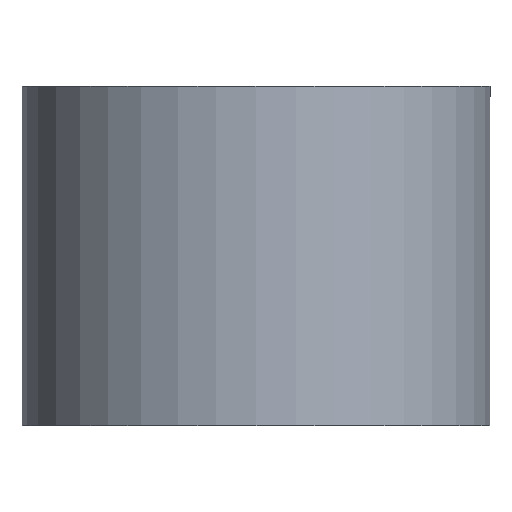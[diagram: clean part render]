
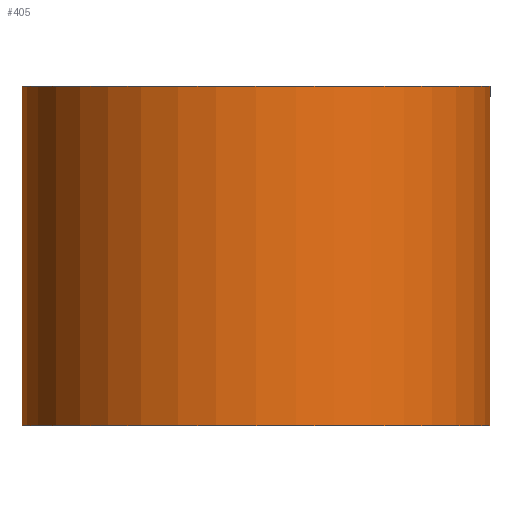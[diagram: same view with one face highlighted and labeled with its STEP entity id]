
A CAD part, front view. The second image highlights one B-rep face of the part: STEP entity #405.
In plain terms, the highlighted cylindrical face has radius 20.7 mm (diameter 41.4 mm), a partial arc.
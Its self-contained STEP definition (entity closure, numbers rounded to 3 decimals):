
#17=CYLINDRICAL_SURFACE('',#444,20.7);
#51=CIRCLE('',#445,20.7);
#52=CIRCLE('',#446,20.7);
#73=LINE('',#748,#97);
#78=LINE('',#814,#102);
#97=VECTOR('',#486,10.);
#102=VECTOR('',#509,10.);
#133=FACE_OUTER_BOUND('',#157,.T.);
#157=EDGE_LOOP('',(#314,#315,#316,#317));
#201=VERTEX_POINT('',#745);
#202=VERTEX_POINT('',#747);
#208=VERTEX_POINT('',#800);
#209=VERTEX_POINT('',#813);
#238=EDGE_CURVE('',#202,#201,#73,.T.);
#250=EDGE_CURVE('',#209,#208,#78,.T.);
#251=EDGE_CURVE('',#208,#202,#51,.T.);
#252=EDGE_CURVE('',#209,#201,#52,.T.);
#314=ORIENTED_EDGE('',*,*,#250,.T.);
#315=ORIENTED_EDGE('',*,*,#251,.T.);
#316=ORIENTED_EDGE('',*,*,#238,.T.);
#317=ORIENTED_EDGE('',*,*,#252,.F.);
#405=ADVANCED_FACE('',(#133),#17,.T.);
#444=AXIS2_PLACEMENT_3D('',#812,#507,#508);
#445=AXIS2_PLACEMENT_3D('',#815,#510,#511);
#446=AXIS2_PLACEMENT_3D('',#816,#512,#513);
#486=DIRECTION('',(0.,0.,1.));
#507=DIRECTION('center_axis',(0.,0.,1.));
#508=DIRECTION('ref_axis',(0.,-1.,0.));
#509=DIRECTION('',(0.,0.,-1.));
#510=DIRECTION('center_axis',(0.,0.,1.));
#511=DIRECTION('ref_axis',(1.,0.,0.));
#512=DIRECTION('center_axis',(0.,0.,1.));
#513=DIRECTION('ref_axis',(1.,0.,0.));
#745=CARTESIAN_POINT('',(5.,20.087,30.));
#747=CARTESIAN_POINT('',(5.,20.087,0.));
#748=CARTESIAN_POINT('',(5.,20.087,0.));
#800=CARTESIAN_POINT('',(-5.,20.087,0.));
#812=CARTESIAN_POINT('Origin',(0.,0.,0.));
#813=CARTESIAN_POINT('',(-5.,20.087,30.));
#814=CARTESIAN_POINT('',(-5.,20.087,0.));
#815=CARTESIAN_POINT('Origin',(0.,0.,0.));
#816=CARTESIAN_POINT('Origin',(0.,0.,30.));
